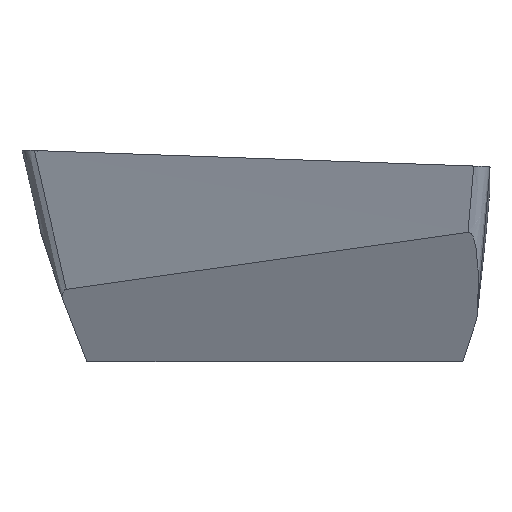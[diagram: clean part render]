
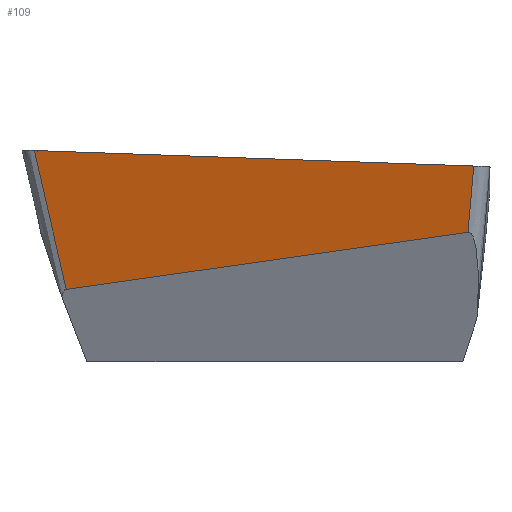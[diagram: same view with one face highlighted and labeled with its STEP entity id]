
A CAD part, left-side view. The second image highlights one B-rep face of the part: STEP entity #109.
In plain terms, the highlighted planar face has unit normal (-0.972, 0.14, -0.191).
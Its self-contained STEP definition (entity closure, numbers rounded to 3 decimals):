
#80=FACE_OUTER_BOUND('',#149,.T.);
#109=ADVANCED_FACE('',(#80),#120,.F.);
#120=PLANE('',#625);
#149=EDGE_LOOP('',(#278,#279,#280,#281));
#278=ORIENTED_EDGE('',*,*,#406,.F.);
#279=ORIENTED_EDGE('',*,*,#352,.F.);
#280=ORIENTED_EDGE('',*,*,#407,.F.);
#281=ORIENTED_EDGE('',*,*,#405,.T.);
#307=VERTEX_POINT('',#887);
#308=VERTEX_POINT('',#889);
#330=VERTEX_POINT('',#1619);
#337=VERTEX_POINT('',#1819);
#352=EDGE_CURVE('',#307,#308,#418,.T.);
#405=EDGE_CURVE('',#330,#337,#491,.T.);
#406=EDGE_CURVE('',#308,#337,#492,.T.);
#407=EDGE_CURVE('',#330,#307,#434,.T.);
#418=LINE('',#888,#444);
#434=LINE('',#1974,#460);
#444=VECTOR('',#653,1.);
#460=VECTOR('',#737,1.);
#491=B_SPLINE_CURVE_WITH_KNOTS('',3,(#1820,#1821,#1822,#1823,#1824,#1825,
#1826,#1827,#1828,#1829),.UNSPECIFIED.,.F.,.F.,(4,3,3,4),(0.,0.299,
0.597,1.),.UNSPECIFIED.);
#492=B_SPLINE_CURVE_WITH_KNOTS('',3,(#1970,#1971,#1972,#1973),
 .UNSPECIFIED.,.F.,.F.,(4,4),(0.,1.),.UNSPECIFIED.);
#625=AXIS2_PLACEMENT_3D('',#1975,#738,#739);
#653=DIRECTION('',(0.167,0.976,-0.138));
#737=DIRECTION('',(0.204,0.085,-0.975));
#738=DIRECTION('',(0.972,-0.14,0.191));
#739=DIRECTION('',(-0.189,0.027,0.982));
#887=CARTESIAN_POINT('',(-9.46,-5.061,-2.295));
#888=CARTESIAN_POINT('',(-7.32,7.416,-4.066));
#889=CARTESIAN_POINT('',(-7.539,6.136,-3.884));
#1619=CARTESIAN_POINT('',(-9.846,-5.221,-0.447));
#1819=CARTESIAN_POINT('',(-8.171,7.025,-0.015));
#1820=CARTESIAN_POINT('',(-9.846,-5.221,-0.447));
#1821=CARTESIAN_POINT('',(-9.679,-4.002,-0.404));
#1822=CARTESIAN_POINT('',(-9.512,-2.782,-0.361));
#1823=CARTESIAN_POINT('',(-9.345,-1.563,-0.318));
#1824=CARTESIAN_POINT('',(-9.179,-0.344,-0.275));
#1825=CARTESIAN_POINT('',(-9.012,0.876,-0.232));
#1826=CARTESIAN_POINT('',(-8.845,2.095,-0.189));
#1827=CARTESIAN_POINT('',(-8.621,3.739,-0.131));
#1828=CARTESIAN_POINT('',(-8.396,5.382,-0.073));
#1829=CARTESIAN_POINT('',(-8.171,7.025,-0.015));
#1970=CARTESIAN_POINT('',(-7.539,6.136,-3.884));
#1971=CARTESIAN_POINT('',(-7.75,6.433,-2.594));
#1972=CARTESIAN_POINT('',(-7.96,6.729,-1.305));
#1973=CARTESIAN_POINT('',(-8.171,7.025,-0.015));
#1974=CARTESIAN_POINT('',(-9.846,-5.221,-0.447));
#1975=CARTESIAN_POINT('',(-7.924,8.766,0.));
